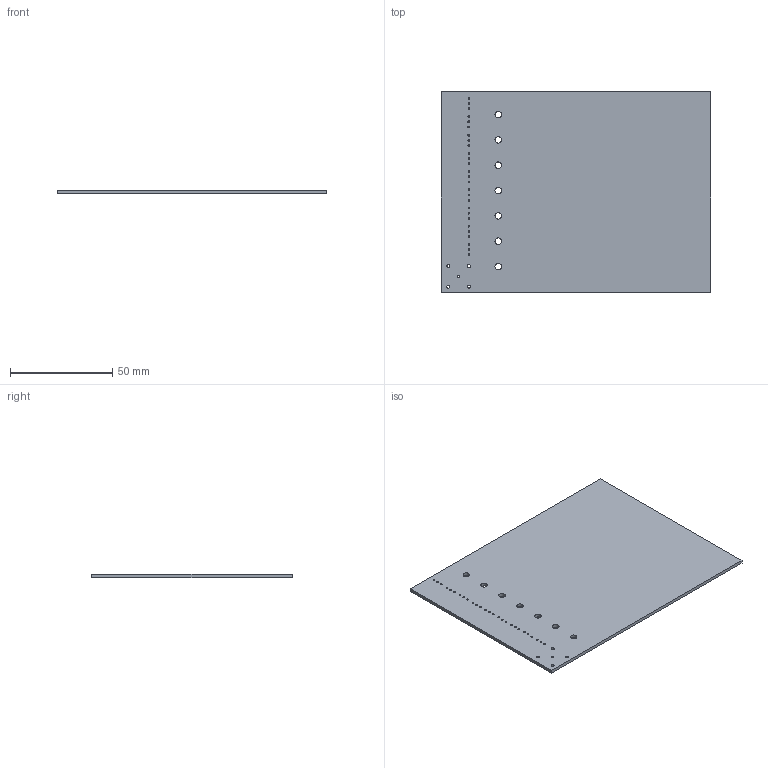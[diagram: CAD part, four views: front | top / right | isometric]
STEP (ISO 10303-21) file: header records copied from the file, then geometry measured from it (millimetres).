
FILE_DESCRIPTION(('KiCad electronic assembly'),'2;1');
FILE_NAME('Hexboard.step','2023-03-30T07:26:42',('Pcbnew'),('Kicad'), 'Open CASCADE STEP processor 7.6','KiCad to STEP converter','Unknown' );
FILE_SCHEMA(('AUTOMOTIVE_DESIGN { 1 0 10303 214 1 1 1 1 }'));
Length unit declared in the file: millimetre
Products named in the file (2): Hexboard 1; Untitled PCB
Assembly tree (1 placements, depth 2):
  Hexboard 1
    Untitled PCB
Bounding box: 131.92 x 97.99 x 1.6 mm (x, y, z)
Volume: 20553.2 mm3; surface area: 26696.2 mm2
Topology: 1 solids, 1 shells, 45 faces, 129 edges, 86 vertices
Faces by surface type: cylinder 39, plane 6
Full cylindrical faces by diameter (mm): 0.889 x27, 1.1 x1, 1.5 x4, 3.2 x7
Entity records: 3635 total; most frequent: CARTESIAN_POINT 988, DIRECTION 481, ORIENTED_EDGE 258, PCURVE 258, DEFINITIONAL_REPRESENTATION 258, LINE 231, VECTOR 231, EDGE_CURVE 129
